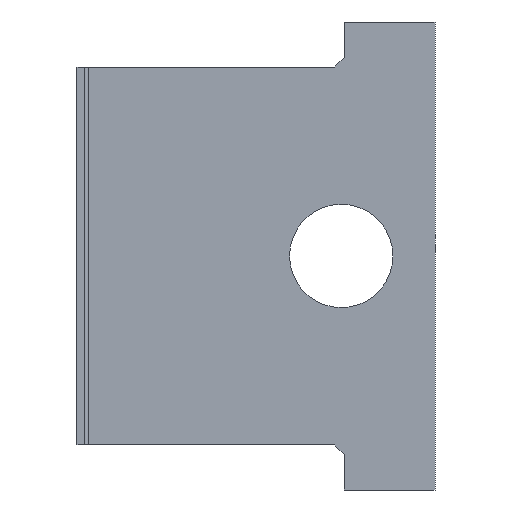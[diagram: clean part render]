
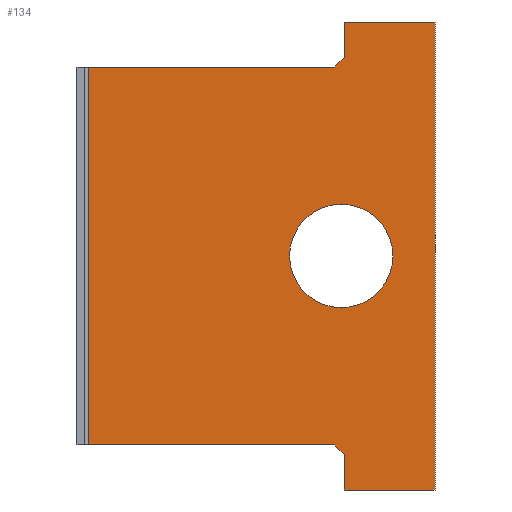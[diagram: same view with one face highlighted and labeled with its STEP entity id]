
A CAD part, front view. The second image highlights one B-rep face of the part: STEP entity #134.
In plain terms, the highlighted planar face has unit normal (0, -1, 0).
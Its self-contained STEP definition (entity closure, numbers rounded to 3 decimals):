
#6 = CARTESIAN_POINT ( 'NONE',  ( 180.561, 125.647, 751.915 ) ) ;
#11 = EDGE_CURVE ( 'NONE', #546, #708, #30, .T. ) ;
#20 = VECTOR ( 'NONE', #489, 1000. ) ;
#30 = LINE ( 'NONE', #6, #702 ) ;
#42 = ORIENTED_EDGE ( 'NONE', *, *, #596, .T. ) ;
#46 = CARTESIAN_POINT ( 'NONE',  ( 160.862, 125.647, 783.622 ) ) ;
#47 = CIRCLE ( 'NONE', #312, 7. ) ;
#52 = ORIENTED_EDGE ( 'NONE', *, *, #776, .F. ) ;
#53 = DIRECTION ( 'NONE',  ( 0., 0., 1. ) ) ;
#70 = CARTESIAN_POINT ( 'NONE',  ( 180.561, 125.647, 815.315 ) ) ;
#80 = CARTESIAN_POINT ( 'NONE',  ( 166.961, 125.647, 809.215 ) ) ;
#81 = AXIS2_PLACEMENT_3D ( 'NONE', #223, #810, #226 ) ;
#83 = VERTEX_POINT ( 'NONE', #553 ) ;
#87 = ORIENTED_EDGE ( 'NONE', *, *, #141, .T. ) ;
#89 = DIRECTION ( 'NONE',  ( 0., 0., 1. ) ) ;
#102 = DIRECTION ( 'NONE',  ( 0., 1., 0. ) ) ;
#105 = CARTESIAN_POINT ( 'NONE',  ( 167.611, 125.647, 809.865 ) ) ;
#126 = VERTEX_POINT ( 'NONE', #608 ) ;
#129 = EDGE_LOOP ( 'NONE', ( #87, #779 ) ) ;
#134 = ADVANCED_FACE ( 'NONE', ( #583, #739 ), #349, .F. ) ;
#138 = CARTESIAN_POINT ( 'NONE',  ( 168.261, 125.647, 756.715 ) ) ;
#141 = EDGE_CURVE ( 'NONE', #308, #259, #563, .T. ) ;
#143 = DIRECTION ( 'NONE',  ( 1., 0., 0. ) ) ;
#162 = VECTOR ( 'NONE', #437, 1000. ) ;
#173 = CARTESIAN_POINT ( 'NONE',  ( 168.261, 125.647, 810.515 ) ) ;
#175 = VECTOR ( 'NONE', #416, 1000. ) ;
#177 = EDGE_CURVE ( 'NONE', #83, #126, #227, .T. ) ;
#191 = CARTESIAN_POINT ( 'NONE',  ( 174.862, 125.647, 783.622 ) ) ;
#199 = ORIENTED_EDGE ( 'NONE', *, *, #371, .F. ) ;
#202 = CARTESIAN_POINT ( 'NONE',  ( 166.961, 125.647, 758.015 ) ) ;
#214 = LINE ( 'NONE', #322, #727 ) ;
#215 = ORIENTED_EDGE ( 'NONE', *, *, #326, .T. ) ;
#222 = EDGE_CURVE ( 'NONE', #83, #652, #832, .T. ) ;
#223 = CARTESIAN_POINT ( 'NONE',  ( 133.061, 125.647, 794.123 ) ) ;
#226 = DIRECTION ( 'NONE',  ( -1., 0., 0. ) ) ;
#227 = LINE ( 'NONE', #488, #249 ) ;
#236 = VECTOR ( 'NONE', #852, 1000. ) ;
#240 = DIRECTION ( 'NONE',  ( 0., 1., 0. ) ) ;
#243 = ORIENTED_EDGE ( 'NONE', *, *, #673, .F. ) ;
#249 = VECTOR ( 'NONE', #89, 1000. ) ;
#250 = CARTESIAN_POINT ( 'NONE',  ( 131.961, 125.647, 758.015 ) ) ;
#251 = ORIENTED_EDGE ( 'NONE', *, *, #177, .F. ) ;
#259 = VERTEX_POINT ( 'NONE', #191 ) ;
#276 = VECTOR ( 'NONE', #529, 1000. ) ;
#284 = CARTESIAN_POINT ( 'NONE',  ( 180.561, 125.647, 815.315 ) ) ;
#299 = LINE ( 'NONE', #284, #276 ) ;
#308 = VERTEX_POINT ( 'NONE', #46 ) ;
#312 = AXIS2_PLACEMENT_3D ( 'NONE', #627, #240, #687 ) ;
#322 = CARTESIAN_POINT ( 'NONE',  ( 168.161, 125.647, 751.915 ) ) ;
#326 = EDGE_CURVE ( 'NONE', #405, #546, #214, .T. ) ;
#349 = PLANE ( 'NONE',  #81 ) ;
#352 = EDGE_CURVE ( 'NONE', #433, #405, #395, .T. ) ;
#361 = CARTESIAN_POINT ( 'NONE',  ( 167.611, 125.647, 757.365 ) ) ;
#362 = EDGE_CURVE ( 'NONE', #259, #308, #47, .T. ) ;
#363 = CARTESIAN_POINT ( 'NONE',  ( 167.862, 125.647, 783.622 ) ) ;
#367 = DIRECTION ( 'NONE',  ( 0., 0., -1. ) ) ;
#370 = CARTESIAN_POINT ( 'NONE',  ( 180.561, 125.647, 751.915 ) ) ;
#371 = EDGE_CURVE ( 'NONE', #578, #516, #715, .T. ) ;
#376 = EDGE_LOOP ( 'NONE', ( #251, #632, #52, #720, #215, #777, #42, #243, #199, #630 ) ) ;
#379 = VECTOR ( 'NONE', #483, 1000. ) ;
#395 = LINE ( 'NONE', #821, #543 ) ;
#405 = VERTEX_POINT ( 'NONE', #849 ) ;
#413 = AXIS2_PLACEMENT_3D ( 'NONE', #363, #102, #605 ) ;
#416 = DIRECTION ( 'NONE',  ( -0.707, 0., 0.707 ) ) ;
#433 = VERTEX_POINT ( 'NONE', #138 ) ;
#437 = DIRECTION ( 'NONE',  ( 1., 0., 0. ) ) ;
#483 = DIRECTION ( 'NONE',  ( -1., 0., 0. ) ) ;
#488 = CARTESIAN_POINT ( 'NONE',  ( 133.561, 125.647, 794.123 ) ) ;
#489 = DIRECTION ( 'NONE',  ( 0.707, 0., 0.707 ) ) ;
#516 = VERTEX_POINT ( 'NONE', #173 ) ;
#529 = DIRECTION ( 'NONE',  ( -1., 0., 0. ) ) ;
#540 = LINE ( 'NONE', #744, #379 ) ;
#543 = VECTOR ( 'NONE', #367, 1000. ) ;
#546 = VERTEX_POINT ( 'NONE', #370 ) ;
#553 = CARTESIAN_POINT ( 'NONE',  ( 133.561, 125.647, 758.015 ) ) ;
#563 = CIRCLE ( 'NONE', #413, 7. ) ;
#578 = VERTEX_POINT ( 'NONE', #80 ) ;
#583 = FACE_BOUND ( 'NONE', #129, .T. ) ;
#596 = EDGE_CURVE ( 'NONE', #708, #848, #299, .T. ) ;
#605 = DIRECTION ( 'NONE',  ( -1., 0., 0. ) ) ;
#608 = CARTESIAN_POINT ( 'NONE',  ( 133.561, 125.647, 809.215 ) ) ;
#627 = CARTESIAN_POINT ( 'NONE',  ( 167.862, 125.647, 783.622 ) ) ;
#630 = ORIENTED_EDGE ( 'NONE', *, *, #808, .T. ) ;
#632 = ORIENTED_EDGE ( 'NONE', *, *, #222, .T. ) ;
#652 = VERTEX_POINT ( 'NONE', #202 ) ;
#673 = EDGE_CURVE ( 'NONE', #516, #848, #751, .T. ) ;
#687 = DIRECTION ( 'NONE',  ( -1., 0., 0. ) ) ;
#702 = VECTOR ( 'NONE', #53, 1000. ) ;
#708 = VERTEX_POINT ( 'NONE', #70 ) ;
#715 = LINE ( 'NONE', #105, #20 ) ;
#720 = ORIENTED_EDGE ( 'NONE', *, *, #352, .T. ) ;
#727 = VECTOR ( 'NONE', #143, 1000. ) ;
#739 = FACE_OUTER_BOUND ( 'NONE', #376, .T. ) ;
#744 = CARTESIAN_POINT ( 'NONE',  ( 166.085, 125.647, 809.215 ) ) ;
#751 = LINE ( 'NONE', #785, #236 ) ;
#776 = EDGE_CURVE ( 'NONE', #433, #652, #841, .T. ) ;
#777 = ORIENTED_EDGE ( 'NONE', *, *, #11, .T. ) ;
#779 = ORIENTED_EDGE ( 'NONE', *, *, #362, .T. ) ;
#785 = CARTESIAN_POINT ( 'NONE',  ( 168.261, 125.647, 815.315 ) ) ;
#801 = CARTESIAN_POINT ( 'NONE',  ( 168.261, 125.647, 815.315 ) ) ;
#808 = EDGE_CURVE ( 'NONE', #578, #126, #540, .T. ) ;
#810 = DIRECTION ( 'NONE',  ( 0., 1., 0. ) ) ;
#821 = CARTESIAN_POINT ( 'NONE',  ( 168.261, 125.647, 755.74 ) ) ;
#832 = LINE ( 'NONE', #250, #162 ) ;
#841 = LINE ( 'NONE', #361, #175 ) ;
#848 = VERTEX_POINT ( 'NONE', #801 ) ;
#849 = CARTESIAN_POINT ( 'NONE',  ( 168.261, 125.647, 751.915 ) ) ;
#852 = DIRECTION ( 'NONE',  ( 0., 0., 1. ) ) ;
